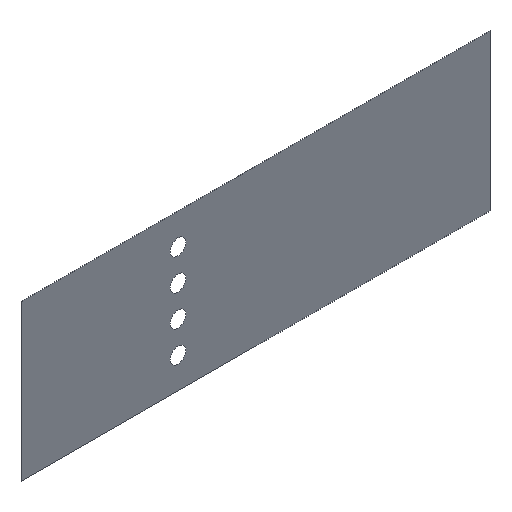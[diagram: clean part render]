
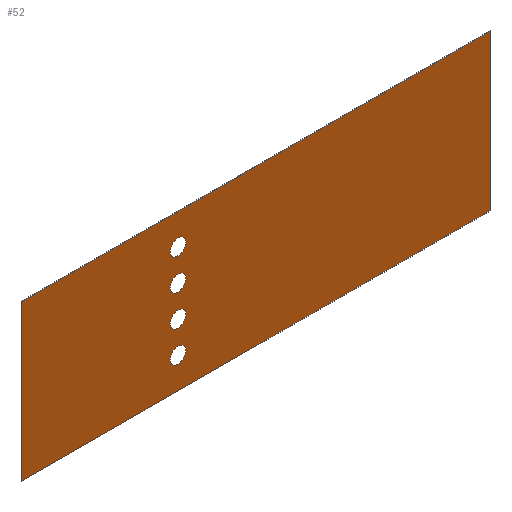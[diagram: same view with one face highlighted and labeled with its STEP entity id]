
A CAD part, isometric view. The second image highlights one B-rep face of the part: STEP entity #52.
In plain terms, the highlighted planar face has unit normal (0, 1, 0).
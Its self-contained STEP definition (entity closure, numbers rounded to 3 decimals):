
#1 = AXIS2_PLACEMENT_3D ( 'NONE', #10, #133, #70 ) ;
#2 = AXIS2_PLACEMENT_3D ( 'NONE', #16, #6, #93 ) ;
#3 = ORIENTED_EDGE ( 'NONE', *, *, #85, .T. ) ;
#4 = ORIENTED_EDGE ( 'NONE', *, *, #106, .F. ) ;
#5 = VERTEX_POINT ( 'NONE', #35 ) ;
#6 = DIRECTION ( 'NONE',  ( 0., 1., 0. ) ) ;
#7 = FACE_OUTER_BOUND ( 'NONE', #49, .T. ) ;
#8 = CARTESIAN_POINT ( 'NONE',  ( -50., 0., 30. ) ) ;
#9 = AXIS2_PLACEMENT_3D ( 'NONE', #8, #53, #23 ) ;
#10 = CARTESIAN_POINT ( 'NONE',  ( -50., 0., 10. ) ) ;
#12 = EDGE_CURVE ( 'NONE', #141, #48, #17, .T. ) ;
#13 = AXIS2_PLACEMENT_3D ( 'NONE', #138, #107, #18 ) ;
#14 = EDGE_CURVE ( 'NONE', #80, #115, #128, .T. ) ;
#15 = ORIENTED_EDGE ( 'NONE', *, *, #12, .T. ) ;
#16 = CARTESIAN_POINT ( 'NONE',  ( -50., 0., 30. ) ) ;
#17 = LINE ( 'NONE', #27, #121 ) ;
#18 = DIRECTION ( 'NONE',  ( 0., 0., 1. ) ) ;
#19 = AXIS2_PLACEMENT_3D ( 'NONE', #66, #114, #116 ) ;
#20 = LINE ( 'NONE', #96, #60 ) ;
#21 = FACE_BOUND ( 'NONE', #63, .T. ) ;
#23 = DIRECTION ( 'NONE',  ( 0., 0., 1. ) ) ;
#25 = CARTESIAN_POINT ( 'NONE',  ( 0., 0., 0. ) ) ;
#26 = VERTEX_POINT ( 'NONE', #65 ) ;
#27 = CARTESIAN_POINT ( 'NONE',  ( 150., 0., 50. ) ) ;
#28 = CIRCLE ( 'NONE', #13, 5. ) ;
#29 = VERTEX_POINT ( 'NONE', #58 ) ;
#30 = CIRCLE ( 'NONE', #45, 5. ) ;
#32 = AXIS2_PLACEMENT_3D ( 'NONE', #25, #64, #92 ) ;
#33 = ORIENTED_EDGE ( 'NONE', *, *, #130, .F. ) ;
#34 = EDGE_CURVE ( 'NONE', #26, #137, #105, .T. ) ;
#35 = CARTESIAN_POINT ( 'NONE',  ( -50., 0., 35. ) ) ;
#36 = CARTESIAN_POINT ( 'NONE',  ( -50., 0., -10. ) ) ;
#37 = CARTESIAN_POINT ( 'NONE',  ( -50., 0., 25. ) ) ;
#38 = VECTOR ( 'NONE', #143, 1000. ) ;
#39 = EDGE_LOOP ( 'NONE', ( #47, #91 ) ) ;
#40 = CARTESIAN_POINT ( 'NONE',  ( -150., 0., -50. ) ) ;
#41 = AXIS2_PLACEMENT_3D ( 'NONE', #72, #120, #110 ) ;
#42 = CARTESIAN_POINT ( 'NONE',  ( -150., 0., 50. ) ) ;
#43 = EDGE_CURVE ( 'NONE', #115, #80, #30, .T. ) ;
#44 = VERTEX_POINT ( 'NONE', #124 ) ;
#45 = AXIS2_PLACEMENT_3D ( 'NONE', #36, #79, #83 ) ;
#46 = EDGE_LOOP ( 'NONE', ( #33, #54 ) ) ;
#47 = ORIENTED_EDGE ( 'NONE', *, *, #102, .F. ) ;
#48 = VERTEX_POINT ( 'NONE', #129 ) ;
#49 = EDGE_LOOP ( 'NONE', ( #15, #3, #123, #136 ) ) ;
#50 = LINE ( 'NONE', #127, #82 ) ;
#52 = ADVANCED_FACE ( 'NONE', ( #68, #125, #56, #21, #7 ), #104, .F. ) ;
#53 = DIRECTION ( 'NONE',  ( 0., 1., 0. ) ) ;
#54 = ORIENTED_EDGE ( 'NONE', *, *, #73, .F. ) ;
#55 = CIRCLE ( 'NONE', #9, 5. ) ;
#56 = FACE_BOUND ( 'NONE', #99, .T. ) ;
#58 = CARTESIAN_POINT ( 'NONE',  ( -50., 0., -25. ) ) ;
#59 = EDGE_CURVE ( 'NONE', #76, #29, #28, .T. ) ;
#60 = VECTOR ( 'NONE', #84, 1000. ) ;
#63 = EDGE_LOOP ( 'NONE', ( #4, #126 ) ) ;
#64 = DIRECTION ( 'NONE',  ( 0., -1., 0. ) ) ;
#65 = CARTESIAN_POINT ( 'NONE',  ( -50., 0., 5. ) ) ;
#66 = CARTESIAN_POINT ( 'NONE',  ( -50., 0., -10. ) ) ;
#67 = DIRECTION ( 'NONE',  ( -1., 0., 0. ) ) ;
#68 = FACE_BOUND ( 'NONE', #46, .T. ) ;
#70 = DIRECTION ( 'NONE',  ( 0., 0., 1. ) ) ;
#72 = CARTESIAN_POINT ( 'NONE',  ( -50., 0., -30. ) ) ;
#73 = EDGE_CURVE ( 'NONE', #75, #5, #135, .T. ) ;
#75 = VERTEX_POINT ( 'NONE', #37 ) ;
#76 = VERTEX_POINT ( 'NONE', #139 ) ;
#77 = ORIENTED_EDGE ( 'NONE', *, *, #43, .F. ) ;
#79 = DIRECTION ( 'NONE',  ( 0., 1., 0. ) ) ;
#80 = VERTEX_POINT ( 'NONE', #81 ) ;
#81 = CARTESIAN_POINT ( 'NONE',  ( -50., 0., -15. ) ) ;
#82 = VECTOR ( 'NONE', #67, 1000. ) ;
#83 = DIRECTION ( 'NONE',  ( 0., 0., 1. ) ) ;
#84 = DIRECTION ( 'NONE',  ( 1., 0., 0. ) ) ;
#85 = EDGE_CURVE ( 'NONE', #48, #90, #50, .T. ) ;
#86 = CARTESIAN_POINT ( 'NONE',  ( -50., 0., -5. ) ) ;
#87 = EDGE_CURVE ( 'NONE', #44, #141, #20, .T. ) ;
#88 = AXIS2_PLACEMENT_3D ( 'NONE', #118, #101, #108 ) ;
#90 = VERTEX_POINT ( 'NONE', #40 ) ;
#91 = ORIENTED_EDGE ( 'NONE', *, *, #34, .F. ) ;
#92 = DIRECTION ( 'NONE',  ( 0., 0., -1. ) ) ;
#93 = DIRECTION ( 'NONE',  ( 0., 0., 1. ) ) ;
#96 = CARTESIAN_POINT ( 'NONE',  ( -150., 0., 50. ) ) ;
#98 = LINE ( 'NONE', #42, #38 ) ;
#99 = EDGE_LOOP ( 'NONE', ( #77, #103 ) ) ;
#100 = CIRCLE ( 'NONE', #1, 5. ) ;
#101 = DIRECTION ( 'NONE',  ( 0., 1., 0. ) ) ;
#102 = EDGE_CURVE ( 'NONE', #137, #26, #100, .T. ) ;
#103 = ORIENTED_EDGE ( 'NONE', *, *, #14, .F. ) ;
#104 = PLANE ( 'NONE',  #32 ) ;
#105 = CIRCLE ( 'NONE', #88, 5. ) ;
#106 = EDGE_CURVE ( 'NONE', #29, #76, #113, .T. ) ;
#107 = DIRECTION ( 'NONE',  ( 0., 1., 0. ) ) ;
#108 = DIRECTION ( 'NONE',  ( 0., 0., 1. ) ) ;
#110 = DIRECTION ( 'NONE',  ( 0., 0., 1. ) ) ;
#113 = CIRCLE ( 'NONE', #41, 5. ) ;
#114 = DIRECTION ( 'NONE',  ( 0., 1., 0. ) ) ;
#115 = VERTEX_POINT ( 'NONE', #86 ) ;
#116 = DIRECTION ( 'NONE',  ( 0., 0., 1. ) ) ;
#117 = DIRECTION ( 'NONE',  ( 0., 0., -1. ) ) ;
#118 = CARTESIAN_POINT ( 'NONE',  ( -50., 0., 10. ) ) ;
#120 = DIRECTION ( 'NONE',  ( 0., 1., 0. ) ) ;
#121 = VECTOR ( 'NONE', #117, 1000. ) ;
#122 = EDGE_CURVE ( 'NONE', #90, #44, #98, .T. ) ;
#123 = ORIENTED_EDGE ( 'NONE', *, *, #122, .T. ) ;
#124 = CARTESIAN_POINT ( 'NONE',  ( -150., 0., 50. ) ) ;
#125 = FACE_BOUND ( 'NONE', #39, .T. ) ;
#126 = ORIENTED_EDGE ( 'NONE', *, *, #59, .F. ) ;
#127 = CARTESIAN_POINT ( 'NONE',  ( -150., 0., -50. ) ) ;
#128 = CIRCLE ( 'NONE', #19, 5. ) ;
#129 = CARTESIAN_POINT ( 'NONE',  ( 150., 0., -50. ) ) ;
#130 = EDGE_CURVE ( 'NONE', #5, #75, #55, .T. ) ;
#131 = CARTESIAN_POINT ( 'NONE',  ( 150., 0., 50. ) ) ;
#132 = CARTESIAN_POINT ( 'NONE',  ( -50., 0., 15. ) ) ;
#133 = DIRECTION ( 'NONE',  ( 0., 1., 0. ) ) ;
#135 = CIRCLE ( 'NONE', #2, 5. ) ;
#136 = ORIENTED_EDGE ( 'NONE', *, *, #87, .T. ) ;
#137 = VERTEX_POINT ( 'NONE', #132 ) ;
#138 = CARTESIAN_POINT ( 'NONE',  ( -50., 0., -30. ) ) ;
#139 = CARTESIAN_POINT ( 'NONE',  ( -50., 0., -35. ) ) ;
#141 = VERTEX_POINT ( 'NONE', #131 ) ;
#143 = DIRECTION ( 'NONE',  ( 0., 0., 1. ) ) ;
